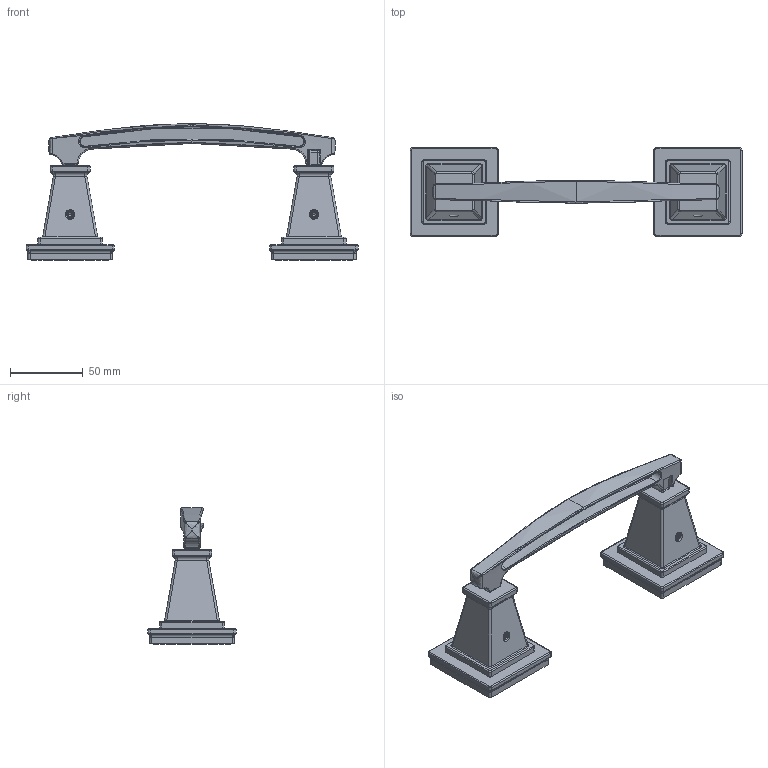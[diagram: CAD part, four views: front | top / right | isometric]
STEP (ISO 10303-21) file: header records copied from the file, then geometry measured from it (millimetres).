
FILE_DESCRIPTION((''),'2;1');
FILE_NAME('43-28_ASM','2016-11-15T',('vinay.hs'),(''),'PRO/ENGINEER BY PARAMETRIC TECHNOLOGY CORPORATION, 2014000','PRO/ENGINEER BY PARAMETRIC TECHNOLOGY CORPORATION, 2014000','');
FILE_SCHEMA(('CONFIG_CONTROL_DESIGN'));
Length unit declared in the file: inch
Products named in the file (16): 6XXB; 1-206_ASM; 12559; 91161; 20-193_ASM; 40657; 92856; 92441; 91100; 40515; 92479; 92442; 91254; 40658; 92031; 43-28_ASM
Assembly tree (21 placements, depth 3):
  43-28_ASM
    6XXB  x2
    1-206_ASM  x2
    20-193_ASM  x2
      12559
      91161
    40657
    92856
    92441  x3
    91100
    40515
    92479
    92442
    91254
    40658
    92031  x2
Bounding box: 228.35 x 60.71 x 94.11 mm (x, y, z)
Volume: 187205.9 mm3; surface area: 69280.4 mm2
Topology: 19 solids, 19 shells, 1278 faces, 3161 edges, 1948 vertices
Faces by surface type: cylinder 446, plane 433, bspline 225, cone 107, torus 43, sphere 16, extrusion 8
Entity records: 53159 total; most frequent: CARTESIAN_POINT 32165, ORIENTED_EDGE 4632, DIRECTION 3798, EDGE_CURVE 2316, VERTEX_POINT 1427, AXIS2_PLACEMENT_3D 1376, VECTOR 1046, LINE 1038
